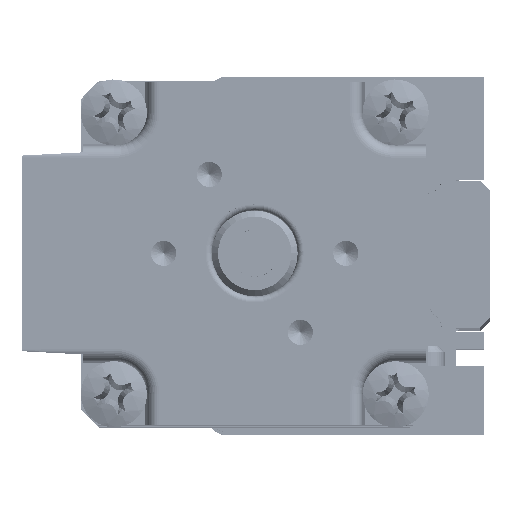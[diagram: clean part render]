
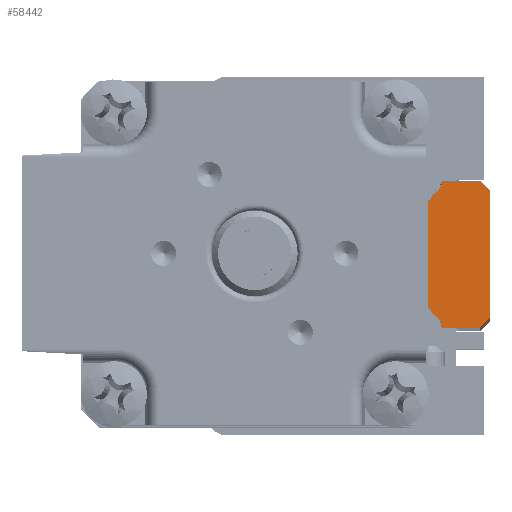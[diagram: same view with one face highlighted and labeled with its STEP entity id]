
A CAD part, top view. The second image highlights one B-rep face of the part: STEP entity #58442.
In plain terms, the highlighted planar face has unit normal (0, 0, 1).
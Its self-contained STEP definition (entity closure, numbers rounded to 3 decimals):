
#848 = DIRECTION ( 'NONE',  ( 0., -1., 0. ) ) ;
#1304 = VECTOR ( 'NONE', #46532, 1000. ) ;
#2048 = DIRECTION ( 'NONE',  ( 0., 0., 1. ) ) ;
#2298 = FACE_OUTER_BOUND ( 'NONE', #55239, .T. ) ;
#4537 = ORIENTED_EDGE ( 'NONE', *, *, #7067, .T. ) ;
#4643 = ORIENTED_EDGE ( 'NONE', *, *, #19327, .F. ) ;
#4817 = EDGE_CURVE ( 'NONE', #63518, #64953, #29865, .T. ) ;
#7067 = EDGE_CURVE ( 'NONE', #54903, #37102, #29730, .T. ) ;
#7239 = CARTESIAN_POINT ( 'NONE',  ( 17.566, -7.091, 11. ) ) ;
#7248 = VERTEX_POINT ( 'NONE', #13686 ) ;
#8174 = CARTESIAN_POINT ( 'NONE',  ( 13.615, -5.924, 11. ) ) ;
#9098 = CARTESIAN_POINT ( 'NONE',  ( 12.717, 3.742, 11. ) ) ;
#9364 = ORIENTED_EDGE ( 'NONE', *, *, #28536, .F. ) ;
#9399 = ORIENTED_EDGE ( 'NONE', *, *, #51285, .F. ) ;
#10485 = CARTESIAN_POINT ( 'NONE',  ( 14.416, -7.091, 11. ) ) ;
#11413 = ORIENTED_EDGE ( 'NONE', *, *, #18621, .T. ) ;
#11428 = DIRECTION ( 'NONE',  ( 1., 0., 0. ) ) ;
#11516 = DIRECTION ( 'NONE',  ( 0., 1., 0. ) ) ;
#11946 = CARTESIAN_POINT ( 'NONE',  ( 13.166, 3.709, 11. ) ) ;
#12089 = CARTESIAN_POINT ( 'NONE',  ( 18.366, -6.291, 11. ) ) ;
#12430 = CARTESIAN_POINT ( 'NONE',  ( 11.166, -6.791, 11. ) ) ;
#12871 = DIRECTION ( 'NONE',  ( 1., 0., 0. ) ) ;
#13686 = CARTESIAN_POINT ( 'NONE',  ( 12.717, -5.924, 11. ) ) ;
#13688 = DIRECTION ( 'NONE',  ( 0., 0., 1. ) ) ;
#13805 = EDGE_CURVE ( 'NONE', #64953, #68819, #24080, .T. ) ;
#14261 = VECTOR ( 'NONE', #11516, 1000. ) ;
#14327 = EDGE_CURVE ( 'NONE', #44044, #38675, #14356, .T. ) ;
#14356 = LINE ( 'NONE', #55234, #42422 ) ;
#14609 = CARTESIAN_POINT ( 'NONE',  ( 13.615, 3.742, 11. ) ) ;
#16006 = LINE ( 'NONE', #45073, #14261 ) ;
#17281 = AXIS2_PLACEMENT_3D ( 'NONE', #61198, #27627, #66820 ) ;
#17345 = CARTESIAN_POINT ( 'NONE',  ( 14.416, 4.909, 11. ) ) ;
#17593 = DIRECTION ( 'NONE',  ( 0., 1., 0. ) ) ;
#18003 = CARTESIAN_POINT ( 'NONE',  ( 18.366, -7.091, 11. ) ) ;
#18034 = LINE ( 'NONE', #40885, #1304 ) ;
#18068 = DIRECTION ( 'NONE',  ( 0., 1., 0. ) ) ;
#18621 = EDGE_CURVE ( 'NONE', #67724, #56271, #24481, .T. ) ;
#18749 = AXIS2_PLACEMENT_3D ( 'NONE', #11946, #51118, #17593 ) ;
#19327 = EDGE_CURVE ( 'NONE', #68819, #20885, #48898, .T. ) ;
#20344 = EDGE_CURVE ( 'NONE', #46544, #48104, #34000, .T. ) ;
#20524 = DIRECTION ( 'NONE',  ( 0., 0., 1. ) ) ;
#20885 = VERTEX_POINT ( 'NONE', #17345 ) ;
#21416 = CARTESIAN_POINT ( 'NONE',  ( 17.566, 4.909, 11. ) ) ;
#21477 = CIRCLE ( 'NONE', #22797, 0.45 ) ;
#21524 = LINE ( 'NONE', #27969, #46032 ) ;
#21530 = ORIENTED_EDGE ( 'NONE', *, *, #41728, .T. ) ;
#21684 = DIRECTION ( 'NONE',  ( -0.707, 0.707, 0. ) ) ;
#22797 = AXIS2_PLACEMENT_3D ( 'NONE', #54016, #20524, #59713 ) ;
#23266 = AXIS2_PLACEMENT_3D ( 'NONE', #18003, #29523, #68713 ) ;
#23540 = CARTESIAN_POINT ( 'NONE',  ( 11.166, 4.909, 11. ) ) ;
#24080 = CIRCLE ( 'NONE', #18749, 0.45 ) ;
#24481 = CIRCLE ( 'NONE', #45183, 0.3 ) ;
#25131 = LINE ( 'NONE', #39345, #38224 ) ;
#25349 = CARTESIAN_POINT ( 'NONE',  ( 10.866, 4.609, 11. ) ) ;
#25506 = ORIENTED_EDGE ( 'NONE', *, *, #33673, .T. ) ;
#25578 = AXIS2_PLACEMENT_3D ( 'NONE', #35666, #2048, #41306 ) ;
#27537 = ORIENTED_EDGE ( 'NONE', *, *, #20344, .T. ) ;
#27627 = DIRECTION ( 'NONE',  ( 0., 0., 1. ) ) ;
#27969 = CARTESIAN_POINT ( 'NONE',  ( 17.566, 4.909, 11. ) ) ;
#28536 = EDGE_CURVE ( 'NONE', #42304, #40515, #62456, .T. ) ;
#28751 = ORIENTED_EDGE ( 'NONE', *, *, #13805, .F. ) ;
#29114 = CARTESIAN_POINT ( 'NONE',  ( 17.566, -7.091, 11. ) ) ;
#29156 = DIRECTION ( 'NONE',  ( 0.707, 0.707, 0. ) ) ;
#29426 = LINE ( 'NONE', #7239, #57436 ) ;
#29523 = DIRECTION ( 'NONE',  ( 0., 0., 1. ) ) ;
#29730 = LINE ( 'NONE', #57044, #54229 ) ;
#29865 = CIRCLE ( 'NONE', #44907, 1.25 ) ;
#30816 = CIRCLE ( 'NONE', #51254, 0.45 ) ;
#31518 = ORIENTED_EDGE ( 'NONE', *, *, #36402, .F. ) ;
#31830 = DIRECTION ( 'NONE',  ( 0., 0., 1. ) ) ;
#32692 = CARTESIAN_POINT ( 'NONE',  ( 13.166, 4.909, 11. ) ) ;
#33673 = EDGE_CURVE ( 'NONE', #48104, #67724, #18034, .T. ) ;
#33953 = ORIENTED_EDGE ( 'NONE', *, *, #14327, .T. ) ;
#34000 = CIRCLE ( 'NONE', #49113, 0.3 ) ;
#34468 = CARTESIAN_POINT ( 'NONE',  ( 18.366, 4.109, 11. ) ) ;
#34498 = DIRECTION ( 'NONE',  ( 0., 0., 1. ) ) ;
#35316 = CARTESIAN_POINT ( 'NONE',  ( 17.566, 4.909, 11. ) ) ;
#35666 = CARTESIAN_POINT ( 'NONE',  ( 13.166, -7.091, 11. ) ) ;
#36326 = CARTESIAN_POINT ( 'NONE',  ( 11.916, -7.091, 11. ) ) ;
#36402 = EDGE_CURVE ( 'NONE', #68264, #7248, #30816, .T. ) ;
#37044 = ORIENTED_EDGE ( 'NONE', *, *, #45539, .F. ) ;
#37102 = VERTEX_POINT ( 'NONE', #12089 ) ;
#38224 = VECTOR ( 'NONE', #11428, 1000. ) ;
#38273 = DIRECTION ( 'NONE',  ( 0., 1., 0. ) ) ;
#38675 = VERTEX_POINT ( 'NONE', #21416 ) ;
#39269 = ORIENTED_EDGE ( 'NONE', *, *, #42550, .T. ) ;
#39345 = CARTESIAN_POINT ( 'NONE',  ( 17.566, -7.091, 11. ) ) ;
#40119 = CARTESIAN_POINT ( 'NONE',  ( 11.916, 4.909, 11. ) ) ;
#40515 = VERTEX_POINT ( 'NONE', #8174 ) ;
#40885 = CARTESIAN_POINT ( 'NONE',  ( 10.866, 4.909, 11. ) ) ;
#41306 = DIRECTION ( 'NONE',  ( 0., 1., 0. ) ) ;
#41728 = EDGE_CURVE ( 'NONE', #38675, #20885, #21524, .T. ) ;
#42304 = VERTEX_POINT ( 'NONE', #10485 ) ;
#42422 = VECTOR ( 'NONE', #21684, 1000. ) ;
#42550 = EDGE_CURVE ( 'NONE', #56271, #70702, #29426, .T. ) ;
#42836 = ORIENTED_EDGE ( 'NONE', *, *, #45060, .T. ) ;
#44044 = VERTEX_POINT ( 'NONE', #34468 ) ;
#44877 = VECTOR ( 'NONE', #57822, 1000. ) ;
#44907 = AXIS2_PLACEMENT_3D ( 'NONE', #65375, #31830, #70982 ) ;
#45060 = EDGE_CURVE ( 'NONE', #37102, #44044, #16006, .T. ) ;
#45073 = CARTESIAN_POINT ( 'NONE',  ( 18.366, 4.109, 11. ) ) ;
#45183 = AXIS2_PLACEMENT_3D ( 'NONE', #12430, #51599, #18068 ) ;
#45539 = EDGE_CURVE ( 'NONE', #7248, #70702, #54523, .T. ) ;
#46032 = VECTOR ( 'NONE', #61545, 1000. ) ;
#46532 = DIRECTION ( 'NONE',  ( 0., -1., 0. ) ) ;
#46544 = VERTEX_POINT ( 'NONE', #23540 ) ;
#47242 = CARTESIAN_POINT ( 'NONE',  ( 11.166, 4.609, 11. ) ) ;
#48104 = VERTEX_POINT ( 'NONE', #25349 ) ;
#48898 = CIRCLE ( 'NONE', #57025, 1.25 ) ;
#49113 = AXIS2_PLACEMENT_3D ( 'NONE', #47242, #13688, #52870 ) ;
#51005 = EDGE_CURVE ( 'NONE', #42304, #54903, #25131, .T. ) ;
#51118 = DIRECTION ( 'NONE',  ( 0., 0., 1. ) ) ;
#51254 = AXIS2_PLACEMENT_3D ( 'NONE', #68038, #34498, #848 ) ;
#51285 = EDGE_CURVE ( 'NONE', #40515, #68264, #21477, .T. ) ;
#51599 = DIRECTION ( 'NONE',  ( 0., 0., 1. ) ) ;
#52870 = DIRECTION ( 'NONE',  ( 0., 1., 0. ) ) ;
#54016 = CARTESIAN_POINT ( 'NONE',  ( 13.166, -5.891, 11. ) ) ;
#54229 = VECTOR ( 'NONE', #29156, 1000. ) ;
#54378 = EDGE_CURVE ( 'NONE', #63518, #46544, #59821, .T. ) ;
#54506 = CARTESIAN_POINT ( 'NONE',  ( 13.166, -5.441, 11. ) ) ;
#54523 = CIRCLE ( 'NONE', #17281, 1.25 ) ;
#54903 = VERTEX_POINT ( 'NONE', #29114 ) ;
#55234 = CARTESIAN_POINT ( 'NONE',  ( 18.366, 4.109, 11. ) ) ;
#55239 = EDGE_LOOP ( 'NONE', ( #59281, #27537, #25506, #11413, #39269, #37044, #31518, #9399, #9364, #59150, #4537, #42836, #33953, #21530, #4643, #28751, #72684 ) ) ;
#55297 = CARTESIAN_POINT ( 'NONE',  ( 10.866, -6.791, 11. ) ) ;
#56271 = VERTEX_POINT ( 'NONE', #72658 ) ;
#57025 = AXIS2_PLACEMENT_3D ( 'NONE', #32692, #71842, #38273 ) ;
#57044 = CARTESIAN_POINT ( 'NONE',  ( 18.366, -6.291, 11. ) ) ;
#57408 = PLANE ( 'NONE',  #23266 ) ;
#57436 = VECTOR ( 'NONE', #12871, 1000. ) ;
#57822 = DIRECTION ( 'NONE',  ( -1., 0., 0. ) ) ;
#58442 = ADVANCED_FACE ( 'NONE', ( #2298 ), #57408, .T. ) ;
#59150 = ORIENTED_EDGE ( 'NONE', *, *, #51005, .T. ) ;
#59281 = ORIENTED_EDGE ( 'NONE', *, *, #54378, .T. ) ;
#59713 = DIRECTION ( 'NONE',  ( 0., -1., 0. ) ) ;
#59821 = LINE ( 'NONE', #35316, #44877 ) ;
#61198 = CARTESIAN_POINT ( 'NONE',  ( 13.166, -7.091, 11. ) ) ;
#61545 = DIRECTION ( 'NONE',  ( -1., 0., 0. ) ) ;
#62456 = CIRCLE ( 'NONE', #25578, 1.25 ) ;
#63518 = VERTEX_POINT ( 'NONE', #40119 ) ;
#64953 = VERTEX_POINT ( 'NONE', #9098 ) ;
#65375 = CARTESIAN_POINT ( 'NONE',  ( 13.166, 4.909, 11. ) ) ;
#66820 = DIRECTION ( 'NONE',  ( 0., -1., 0. ) ) ;
#67724 = VERTEX_POINT ( 'NONE', #55297 ) ;
#68038 = CARTESIAN_POINT ( 'NONE',  ( 13.166, -5.891, 11. ) ) ;
#68264 = VERTEX_POINT ( 'NONE', #54506 ) ;
#68713 = DIRECTION ( 'NONE',  ( 0., 1., 0. ) ) ;
#68819 = VERTEX_POINT ( 'NONE', #14609 ) ;
#70702 = VERTEX_POINT ( 'NONE', #36326 ) ;
#70982 = DIRECTION ( 'NONE',  ( 0., 1., 0. ) ) ;
#71842 = DIRECTION ( 'NONE',  ( 0., 0., 1. ) ) ;
#72658 = CARTESIAN_POINT ( 'NONE',  ( 11.166, -7.091, 11. ) ) ;
#72684 = ORIENTED_EDGE ( 'NONE', *, *, #4817, .F. ) ;
